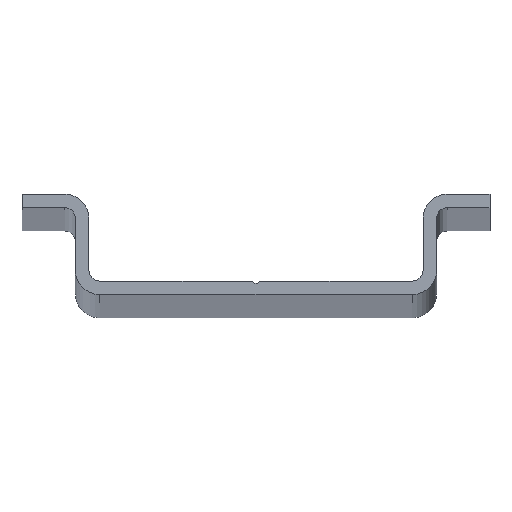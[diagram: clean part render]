
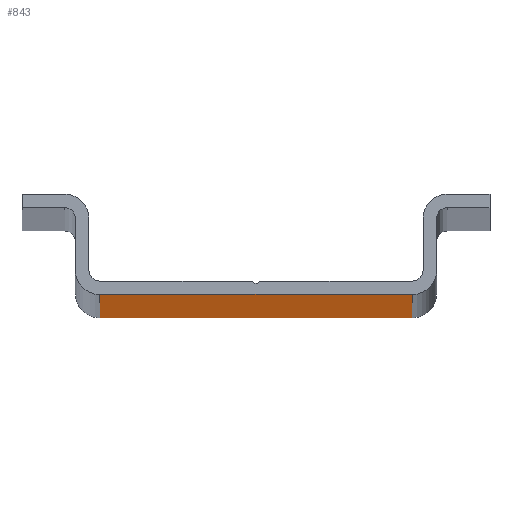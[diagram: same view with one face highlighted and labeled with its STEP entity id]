
A CAD part, top view. The second image highlights one B-rep face of the part: STEP entity #843.
In plain terms, the highlighted planar face has unit normal (0, -1, 0).
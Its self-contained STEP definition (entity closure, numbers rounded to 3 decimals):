
#16 = EDGE_CURVE ( 'NONE', #549, #160, #677, .T. ) ;
#42 = ORIENTED_EDGE ( 'NONE', *, *, #586, .F. ) ;
#48 = PLANE ( 'NONE',  #127 ) ;
#49 = LINE ( 'NONE', #744, #380 ) ;
#122 = LINE ( 'NONE', #179, #647 ) ;
#127 = AXIS2_PLACEMENT_3D ( 'NONE', #318, #461, #327 ) ;
#128 = DIRECTION ( 'NONE',  ( 0., 0., 1. ) ) ;
#160 = VERTEX_POINT ( 'NONE', #271 ) ;
#179 = CARTESIAN_POINT ( 'NONE',  ( 1.8, 0., 0. ) ) ;
#181 = ORIENTED_EDGE ( 'NONE', *, *, #615, .F. ) ;
#196 = DIRECTION ( 'NONE',  ( 1., 0., 0. ) ) ;
#202 = VECTOR ( 'NONE', #683, 1000. ) ;
#259 = VECTOR ( 'NONE', #196, 1000. ) ;
#271 = CARTESIAN_POINT ( 'NONE',  ( 25.2, 0., 0. ) ) ;
#318 = CARTESIAN_POINT ( 'NONE',  ( 0., 0., 0. ) ) ;
#326 = VERTEX_POINT ( 'NONE', #424 ) ;
#327 = DIRECTION ( 'NONE',  ( 1., 0., 0. ) ) ;
#349 = CARTESIAN_POINT ( 'NONE',  ( 0., 0., 0. ) ) ;
#380 = VECTOR ( 'NONE', #128, 1000. ) ;
#386 = LINE ( 'NONE', #660, #202 ) ;
#424 = CARTESIAN_POINT ( 'NONE',  ( 25.2, 0., 1000. ) ) ;
#445 = DIRECTION ( 'NONE',  ( 0., 0., 1. ) ) ;
#461 = DIRECTION ( 'NONE',  ( 0., 1., 0. ) ) ;
#549 = VERTEX_POINT ( 'NONE', #593 ) ;
#560 = EDGE_CURVE ( 'NONE', #160, #326, #49, .T. ) ;
#586 = EDGE_CURVE ( 'NONE', #549, #591, #122, .T. ) ;
#588 = ORIENTED_EDGE ( 'NONE', *, *, #16, .T. ) ;
#591 = VERTEX_POINT ( 'NONE', #599 ) ;
#593 = CARTESIAN_POINT ( 'NONE',  ( 1.8, 0., 0. ) ) ;
#599 = CARTESIAN_POINT ( 'NONE',  ( 1.8, 0., 1000. ) ) ;
#615 = EDGE_CURVE ( 'NONE', #591, #326, #386, .T. ) ;
#647 = VECTOR ( 'NONE', #445, 1000. ) ;
#660 = CARTESIAN_POINT ( 'NONE',  ( 0., 0., 1000. ) ) ;
#662 = ORIENTED_EDGE ( 'NONE', *, *, #560, .T. ) ;
#663 = FACE_OUTER_BOUND ( 'NONE', #786, .T. ) ;
#677 = LINE ( 'NONE', #349, #259 ) ;
#683 = DIRECTION ( 'NONE',  ( 1., 0., 0. ) ) ;
#744 = CARTESIAN_POINT ( 'NONE',  ( 25.2, 0., 0. ) ) ;
#786 = EDGE_LOOP ( 'NONE', ( #662, #181, #42, #588 ) ) ;
#843 = ADVANCED_FACE ( 'NONE', ( #663 ), #48, .F. ) ;
